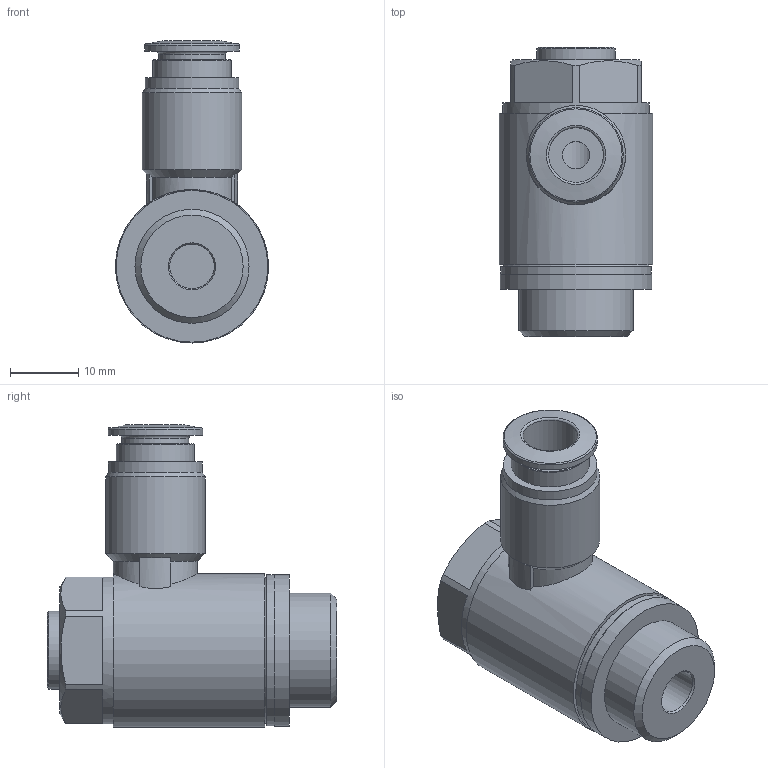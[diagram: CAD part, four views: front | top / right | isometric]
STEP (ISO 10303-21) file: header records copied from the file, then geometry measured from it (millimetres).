
FILE_DESCRIPTION(/* description */ ('STEP AP214'),/* implementation_level */ '2;1');
FILE_NAME(/* name */ '193150_GRLA-3_8-QS-8-D',/* time_stamp */ '2024-08-21T07:34:57+02:00',/* author */ ('License CC BY-ND 4.0'),/* organization */ ('CADENAS'),/* preprocessor_version */ 'ST-DEVELOPER v19.3',/* originating_system */ 'PARTsolutions',/* authorisation */ ' ');
FILE_SCHEMA (('AUTOMOTIVE_DESIGN {1 0 10303 214 3 1 1}'));
Length unit declared in the file: millimetre
Products named in the file (1): 193150 GRLA-3/8-QS-8-D
Bounding box: 22.4 x 42.2 x 44.1 mm (x, y, z)
Volume: 15322.3 mm3; surface area: 5953.8 mm2
Topology: 1 solids, 1 shells, 67 faces, 147 edges, 93 vertices
Faces by surface type: plane 34, cylinder 19, cone 10, torus 4
Full cylindrical faces by diameter (mm): 4 x1, 6.5 x1, 8 x1, 9.8 x1, 10.2 x1, 11.4 x2, 13.7 x1, 13.8 x1, 14.5 x1, 16.662 x1, 21.4 x1, 22 x1, 22.15 x1, 22.4 x1
Entity records: 2210 total; most frequent: CARTESIAN_POINT 367, DIRECTION 292, ORIENTED_EDGE 226, AXIS2_PLACEMENT_3D 131, EDGE_CURVE 113, EDGE_LOOP 109, FACE_BOUND 109, VERTEX_POINT 88
